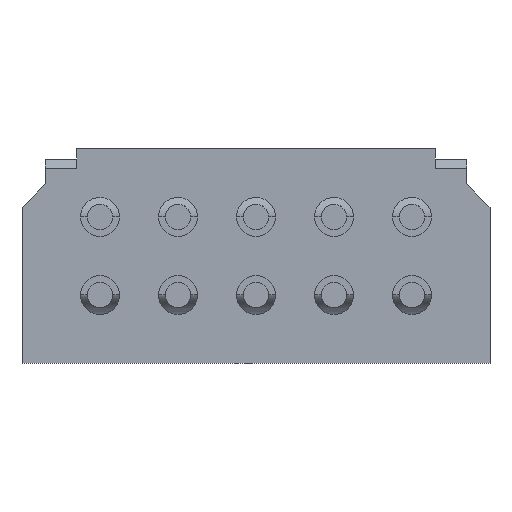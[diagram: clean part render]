
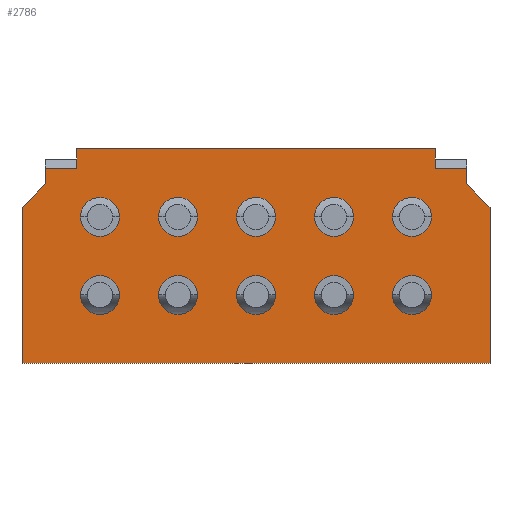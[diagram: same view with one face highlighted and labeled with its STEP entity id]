
A CAD part, front view. The second image highlights one B-rep face of the part: STEP entity #2786.
In plain terms, the highlighted planar face has unit normal (0, -1, 0).
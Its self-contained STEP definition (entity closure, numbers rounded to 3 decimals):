
#1=DIRECTION('',(-0.707,0.,0.707));
#2=VECTOR('',#1,0.849);
#3=CARTESIAN_POINT('',(6.,0.,1.25));
#4=LINE('',#3,#2);
#5=DIRECTION('',(0.,0.,-1.));
#6=VECTOR('',#5,4.);
#7=CARTESIAN_POINT('',(6.,0.,1.25));
#8=LINE('',#7,#6);
#9=DIRECTION('',(-1.,0.,0.));
#10=VECTOR('',#9,12.);
#11=CARTESIAN_POINT('',(6.,0.,-2.75));
#12=LINE('',#11,#10);
#13=DIRECTION('',(0.,0.,1.));
#14=VECTOR('',#13,4.);
#15=CARTESIAN_POINT('',(-6.,0.,-2.75));
#16=LINE('',#15,#14);
#17=DIRECTION('',(-0.707,0.,-0.707));
#18=VECTOR('',#17,0.849);
#19=CARTESIAN_POINT('',(-5.4,0.,1.85));
#20=LINE('',#19,#18);
#21=DIRECTION('',(0.,0.,1.));
#22=VECTOR('',#21,0.4);
#23=CARTESIAN_POINT('',(-5.4,0.,1.85));
#24=LINE('',#23,#22);
#25=DIRECTION('',(1.,0.,0.));
#26=VECTOR('',#25,0.8);
#27=CARTESIAN_POINT('',(-5.4,0.,2.25));
#28=LINE('',#27,#26);
#29=DIRECTION('',(0.,0.,-1.));
#30=VECTOR('',#29,0.5);
#31=CARTESIAN_POINT('',(-4.6,0.,2.75));
#32=LINE('',#31,#30);
#33=DIRECTION('',(1.,0.,0.));
#34=VECTOR('',#33,9.2);
#35=CARTESIAN_POINT('',(-4.6,0.,2.75));
#36=LINE('',#35,#34);
#37=DIRECTION('',(0.,0.,-1.));
#38=VECTOR('',#37,0.5);
#39=CARTESIAN_POINT('',(4.6,0.,2.75));
#40=LINE('',#39,#38);
#41=DIRECTION('',(1.,0.,0.));
#42=VECTOR('',#41,0.8);
#43=CARTESIAN_POINT('',(4.6,0.,2.25));
#44=LINE('',#43,#42);
#45=DIRECTION('',(0.,0.,-1.));
#46=VECTOR('',#45,0.4);
#47=CARTESIAN_POINT('',(5.4,0.,2.25));
#48=LINE('',#47,#46);
#49=CARTESIAN_POINT('',(-4.,0.,-1.));
#50=DIRECTION('',(0.,-1.,0.));
#51=DIRECTION('',(1.,0.,0.));
#52=AXIS2_PLACEMENT_3D('',#49,#50,#51);
#54=CARTESIAN_POINT('',(-4.,0.,-1.));
#55=DIRECTION('',(0.,-1.,0.));
#56=DIRECTION('',(-1.,0.,0.));
#57=AXIS2_PLACEMENT_3D('',#54,#55,#56);
#69=CARTESIAN_POINT('',(-2.,0.,-1.));
#70=DIRECTION('',(0.,-1.,0.));
#71=DIRECTION('',(1.,0.,0.));
#72=AXIS2_PLACEMENT_3D('',#69,#70,#71);
#74=CARTESIAN_POINT('',(-2.,0.,-1.));
#75=DIRECTION('',(0.,-1.,0.));
#76=DIRECTION('',(-1.,0.,0.));
#77=AXIS2_PLACEMENT_3D('',#74,#75,#76);
#89=CARTESIAN_POINT('',(0.,0.,-1.));
#90=DIRECTION('',(0.,-1.,0.));
#91=DIRECTION('',(1.,0.,0.));
#92=AXIS2_PLACEMENT_3D('',#89,#90,#91);
#94=CARTESIAN_POINT('',(0.,0.,-1.));
#95=DIRECTION('',(0.,-1.,0.));
#96=DIRECTION('',(-1.,0.,0.));
#97=AXIS2_PLACEMENT_3D('',#94,#95,#96);
#109=CARTESIAN_POINT('',(2.,0.,-1.));
#110=DIRECTION('',(0.,-1.,0.));
#111=DIRECTION('',(1.,0.,0.));
#112=AXIS2_PLACEMENT_3D('',#109,#110,#111);
#114=CARTESIAN_POINT('',(2.,0.,-1.));
#115=DIRECTION('',(0.,-1.,0.));
#116=DIRECTION('',(-1.,0.,0.));
#117=AXIS2_PLACEMENT_3D('',#114,#115,#116);
#129=CARTESIAN_POINT('',(4.,0.,-1.));
#130=DIRECTION('',(0.,-1.,0.));
#131=DIRECTION('',(1.,0.,0.));
#132=AXIS2_PLACEMENT_3D('',#129,#130,#131);
#134=CARTESIAN_POINT('',(4.,0.,-1.));
#135=DIRECTION('',(0.,-1.,0.));
#136=DIRECTION('',(-1.,0.,0.));
#137=AXIS2_PLACEMENT_3D('',#134,#135,#136);
#149=CARTESIAN_POINT('',(-4.,0.,1.));
#150=DIRECTION('',(0.,-1.,0.));
#151=DIRECTION('',(1.,0.,0.));
#152=AXIS2_PLACEMENT_3D('',#149,#150,#151);
#154=CARTESIAN_POINT('',(-4.,0.,1.));
#155=DIRECTION('',(0.,-1.,0.));
#156=DIRECTION('',(-1.,0.,0.));
#157=AXIS2_PLACEMENT_3D('',#154,#155,#156);
#169=CARTESIAN_POINT('',(-2.,0.,1.));
#170=DIRECTION('',(0.,-1.,0.));
#171=DIRECTION('',(1.,0.,0.));
#172=AXIS2_PLACEMENT_3D('',#169,#170,#171);
#174=CARTESIAN_POINT('',(-2.,0.,1.));
#175=DIRECTION('',(0.,-1.,0.));
#176=DIRECTION('',(-1.,0.,0.));
#177=AXIS2_PLACEMENT_3D('',#174,#175,#176);
#189=CARTESIAN_POINT('',(0.,0.,1.));
#190=DIRECTION('',(0.,-1.,0.));
#191=DIRECTION('',(1.,0.,0.));
#192=AXIS2_PLACEMENT_3D('',#189,#190,#191);
#194=CARTESIAN_POINT('',(0.,0.,1.));
#195=DIRECTION('',(0.,-1.,0.));
#196=DIRECTION('',(-1.,0.,0.));
#197=AXIS2_PLACEMENT_3D('',#194,#195,#196);
#209=CARTESIAN_POINT('',(2.,0.,1.));
#210=DIRECTION('',(0.,-1.,0.));
#211=DIRECTION('',(1.,0.,0.));
#212=AXIS2_PLACEMENT_3D('',#209,#210,#211);
#214=CARTESIAN_POINT('',(2.,0.,1.));
#215=DIRECTION('',(0.,-1.,0.));
#216=DIRECTION('',(-1.,0.,0.));
#217=AXIS2_PLACEMENT_3D('',#214,#215,#216);
#229=CARTESIAN_POINT('',(4.,0.,1.));
#230=DIRECTION('',(0.,-1.,0.));
#231=DIRECTION('',(1.,0.,0.));
#232=AXIS2_PLACEMENT_3D('',#229,#230,#231);
#234=CARTESIAN_POINT('',(4.,0.,1.));
#235=DIRECTION('',(0.,-1.,0.));
#236=DIRECTION('',(-1.,0.,0.));
#237=AXIS2_PLACEMENT_3D('',#234,#235,#236);
#2185=CARTESIAN_POINT('',(6.,0.,-2.75));
#2186=CARTESIAN_POINT('',(-6.,0.,-2.75));
#2187=VERTEX_POINT('',#2185);
#2188=VERTEX_POINT('',#2186);
#2197=CARTESIAN_POINT('',(4.6,0.,2.75));
#2198=CARTESIAN_POINT('',(4.6,0.,2.25));
#2199=VERTEX_POINT('',#2197);
#2200=VERTEX_POINT('',#2198);
#2201=CARTESIAN_POINT('',(5.4,0.,2.25));
#2202=VERTEX_POINT('',#2201);
#2203=CARTESIAN_POINT('',(-5.4,0.,2.25));
#2204=CARTESIAN_POINT('',(-4.6,0.,2.25));
#2205=VERTEX_POINT('',#2203);
#2206=VERTEX_POINT('',#2204);
#2207=CARTESIAN_POINT('',(-4.6,0.,2.75));
#2208=VERTEX_POINT('',#2207);
#2243=CARTESIAN_POINT('',(6.,0.,1.25));
#2244=CARTESIAN_POINT('',(5.4,0.,1.85));
#2245=VERTEX_POINT('',#2243);
#2246=VERTEX_POINT('',#2244);
#2255=CARTESIAN_POINT('',(-5.4,0.,1.85));
#2256=VERTEX_POINT('',#2255);
#2257=CARTESIAN_POINT('',(-6.,0.,1.25));
#2258=VERTEX_POINT('',#2257);
#2395=CARTESIAN_POINT('',(-3.5,0.,-1.));
#2396=CARTESIAN_POINT('',(-4.5,0.,-1.));
#2397=VERTEX_POINT('',#2395);
#2398=VERTEX_POINT('',#2396);
#2403=CARTESIAN_POINT('',(-1.5,0.,-1.));
#2404=CARTESIAN_POINT('',(-2.5,0.,-1.));
#2405=VERTEX_POINT('',#2403);
#2406=VERTEX_POINT('',#2404);
#2411=CARTESIAN_POINT('',(0.5,0.,-1.));
#2412=CARTESIAN_POINT('',(-0.5,0.,-1.));
#2413=VERTEX_POINT('',#2411);
#2414=VERTEX_POINT('',#2412);
#2419=CARTESIAN_POINT('',(-3.5,0.,1.));
#2420=CARTESIAN_POINT('',(-4.5,0.,1.));
#2421=VERTEX_POINT('',#2419);
#2422=VERTEX_POINT('',#2420);
#2427=CARTESIAN_POINT('',(-1.5,0.,1.));
#2428=CARTESIAN_POINT('',(-2.5,0.,1.));
#2429=VERTEX_POINT('',#2427);
#2430=VERTEX_POINT('',#2428);
#2435=CARTESIAN_POINT('',(0.5,0.,1.));
#2436=CARTESIAN_POINT('',(-0.5,0.,1.));
#2437=VERTEX_POINT('',#2435);
#2438=VERTEX_POINT('',#2436);
#2603=CARTESIAN_POINT('',(2.5,0.,-1.));
#2604=CARTESIAN_POINT('',(1.5,0.,-1.));
#2605=VERTEX_POINT('',#2603);
#2606=VERTEX_POINT('',#2604);
#2611=CARTESIAN_POINT('',(4.5,0.,-1.));
#2612=CARTESIAN_POINT('',(3.5,0.,-1.));
#2613=VERTEX_POINT('',#2611);
#2614=VERTEX_POINT('',#2612);
#2619=CARTESIAN_POINT('',(2.5,0.,1.));
#2620=CARTESIAN_POINT('',(1.5,0.,1.));
#2621=VERTEX_POINT('',#2619);
#2622=VERTEX_POINT('',#2620);
#2627=CARTESIAN_POINT('',(4.5,0.,1.));
#2628=CARTESIAN_POINT('',(3.5,0.,1.));
#2629=VERTEX_POINT('',#2627);
#2630=VERTEX_POINT('',#2628);
#2695=CARTESIAN_POINT('',(0.,0.,0.));
#2696=DIRECTION('',(0.,1.,0.));
#2697=DIRECTION('',(1.,0.,0.));
#2698=AXIS2_PLACEMENT_3D('',#2695,#2696,#2697);
#2699=PLANE('',#2698);
#2701=ORIENTED_EDGE('',*,*,#2700,.F.);
#2703=ORIENTED_EDGE('',*,*,#2702,.T.);
#2705=ORIENTED_EDGE('',*,*,#2704,.T.);
#2707=ORIENTED_EDGE('',*,*,#2706,.T.);
#2709=ORIENTED_EDGE('',*,*,#2708,.F.);
#2711=ORIENTED_EDGE('',*,*,#2710,.T.);
#2713=ORIENTED_EDGE('',*,*,#2712,.T.);
#2715=ORIENTED_EDGE('',*,*,#2714,.F.);
#2717=ORIENTED_EDGE('',*,*,#2716,.T.);
#2719=ORIENTED_EDGE('',*,*,#2718,.T.);
#2721=ORIENTED_EDGE('',*,*,#2720,.T.);
#2723=ORIENTED_EDGE('',*,*,#2722,.T.);
#2724=EDGE_LOOP('',(#2701,#2703,#2705,#2707,#2709,#2711,#2713,#2715,#2717,#2719,
#2721,#2723));
#2725=FACE_OUTER_BOUND('',#2724,.F.);
#2727=ORIENTED_EDGE('',*,*,#2726,.T.);
#2729=ORIENTED_EDGE('',*,*,#2728,.T.);
#2730=EDGE_LOOP('',(#2727,#2729));
#2731=FACE_BOUND('',#2730,.F.);
#2733=ORIENTED_EDGE('',*,*,#2732,.T.);
#2735=ORIENTED_EDGE('',*,*,#2734,.T.);
#2736=EDGE_LOOP('',(#2733,#2735));
#2737=FACE_BOUND('',#2736,.F.);
#2739=ORIENTED_EDGE('',*,*,#2738,.T.);
#2741=ORIENTED_EDGE('',*,*,#2740,.T.);
#2742=EDGE_LOOP('',(#2739,#2741));
#2743=FACE_BOUND('',#2742,.F.);
#2745=ORIENTED_EDGE('',*,*,#2744,.T.);
#2747=ORIENTED_EDGE('',*,*,#2746,.T.);
#2748=EDGE_LOOP('',(#2745,#2747));
#2749=FACE_BOUND('',#2748,.F.);
#2751=ORIENTED_EDGE('',*,*,#2750,.T.);
#2753=ORIENTED_EDGE('',*,*,#2752,.T.);
#2754=EDGE_LOOP('',(#2751,#2753));
#2755=FACE_BOUND('',#2754,.F.);
#2757=ORIENTED_EDGE('',*,*,#2756,.T.);
#2759=ORIENTED_EDGE('',*,*,#2758,.T.);
#2760=EDGE_LOOP('',(#2757,#2759));
#2761=FACE_BOUND('',#2760,.F.);
#2763=ORIENTED_EDGE('',*,*,#2762,.T.);
#2765=ORIENTED_EDGE('',*,*,#2764,.T.);
#2766=EDGE_LOOP('',(#2763,#2765));
#2767=FACE_BOUND('',#2766,.F.);
#2769=ORIENTED_EDGE('',*,*,#2768,.T.);
#2771=ORIENTED_EDGE('',*,*,#2770,.T.);
#2772=EDGE_LOOP('',(#2769,#2771));
#2773=FACE_BOUND('',#2772,.F.);
#2775=ORIENTED_EDGE('',*,*,#2774,.T.);
#2777=ORIENTED_EDGE('',*,*,#2776,.T.);
#2778=EDGE_LOOP('',(#2775,#2777));
#2779=FACE_BOUND('',#2778,.F.);
#2781=ORIENTED_EDGE('',*,*,#2780,.T.);
#2783=ORIENTED_EDGE('',*,*,#2782,.T.);
#2784=EDGE_LOOP('',(#2781,#2783));
#2785=FACE_BOUND('',#2784,.F.);
#53=CIRCLE('',#52,0.5);
#58=CIRCLE('',#57,0.5);
#73=CIRCLE('',#72,0.5);
#78=CIRCLE('',#77,0.5);
#93=CIRCLE('',#92,0.5);
#98=CIRCLE('',#97,0.5);
#113=CIRCLE('',#112,0.5);
#118=CIRCLE('',#117,0.5);
#133=CIRCLE('',#132,0.5);
#138=CIRCLE('',#137,0.5);
#153=CIRCLE('',#152,0.5);
#158=CIRCLE('',#157,0.5);
#173=CIRCLE('',#172,0.5);
#178=CIRCLE('',#177,0.5);
#193=CIRCLE('',#192,0.5);
#198=CIRCLE('',#197,0.5);
#213=CIRCLE('',#212,0.5);
#218=CIRCLE('',#217,0.5);
#233=CIRCLE('',#232,0.5);
#238=CIRCLE('',#237,0.5);
#2700=EDGE_CURVE('',#2245,#2246,#4,.T.);
#2702=EDGE_CURVE('',#2245,#2187,#8,.T.);
#2704=EDGE_CURVE('',#2187,#2188,#12,.T.);
#2706=EDGE_CURVE('',#2188,#2258,#16,.T.);
#2708=EDGE_CURVE('',#2256,#2258,#20,.T.);
#2710=EDGE_CURVE('',#2256,#2205,#24,.T.);
#2712=EDGE_CURVE('',#2205,#2206,#28,.T.);
#2714=EDGE_CURVE('',#2208,#2206,#32,.T.);
#2716=EDGE_CURVE('',#2208,#2199,#36,.T.);
#2718=EDGE_CURVE('',#2199,#2200,#40,.T.);
#2720=EDGE_CURVE('',#2200,#2202,#44,.T.);
#2722=EDGE_CURVE('',#2202,#2246,#48,.T.);
#2726=EDGE_CURVE('',#2397,#2398,#53,.T.);
#2728=EDGE_CURVE('',#2398,#2397,#58,.T.);
#2732=EDGE_CURVE('',#2405,#2406,#73,.T.);
#2734=EDGE_CURVE('',#2406,#2405,#78,.T.);
#2738=EDGE_CURVE('',#2413,#2414,#93,.T.);
#2740=EDGE_CURVE('',#2414,#2413,#98,.T.);
#2744=EDGE_CURVE('',#2605,#2606,#113,.T.);
#2746=EDGE_CURVE('',#2606,#2605,#118,.T.);
#2750=EDGE_CURVE('',#2613,#2614,#133,.T.);
#2752=EDGE_CURVE('',#2614,#2613,#138,.T.);
#2756=EDGE_CURVE('',#2421,#2422,#153,.T.);
#2758=EDGE_CURVE('',#2422,#2421,#158,.T.);
#2762=EDGE_CURVE('',#2429,#2430,#173,.T.);
#2764=EDGE_CURVE('',#2430,#2429,#178,.T.);
#2768=EDGE_CURVE('',#2437,#2438,#193,.T.);
#2770=EDGE_CURVE('',#2438,#2437,#198,.T.);
#2774=EDGE_CURVE('',#2621,#2622,#213,.T.);
#2776=EDGE_CURVE('',#2622,#2621,#218,.T.);
#2780=EDGE_CURVE('',#2629,#2630,#233,.T.);
#2782=EDGE_CURVE('',#2630,#2629,#238,.T.);
#2786=ADVANCED_FACE('',(#2725,#2731,#2737,#2743,#2749,#2755,#2761,#2767,#2773,
#2779,#2785),#2699,.F.);
